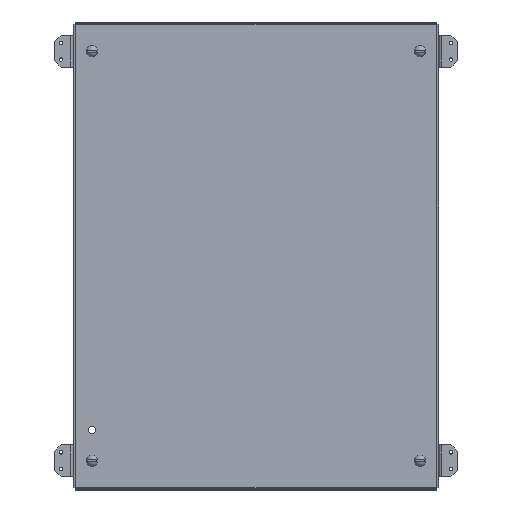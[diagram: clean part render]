
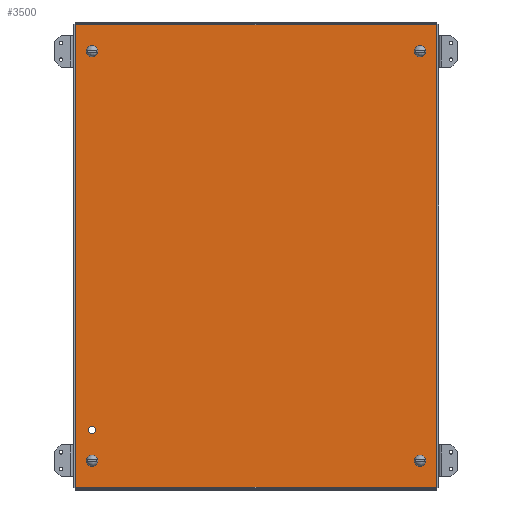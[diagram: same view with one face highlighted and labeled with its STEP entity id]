
A CAD part, top view. The second image highlights one B-rep face of the part: STEP entity #3500.
In plain terms, the highlighted planar face has unit normal (0, 0, 1).
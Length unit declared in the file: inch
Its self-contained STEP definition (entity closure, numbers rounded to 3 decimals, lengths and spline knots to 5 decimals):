
#172=FACE_BOUND('',#576,.T.);
#173=FACE_BOUND('',#577,.T.);
#174=FACE_BOUND('',#578,.T.);
#175=FACE_BOUND('',#579,.T.);
#176=FACE_BOUND('',#580,.T.);
#195=CIRCLE('',#3656,0.203);
#197=CIRCLE('',#3659,0.203);
#199=CIRCLE('',#3662,0.1405);
#201=CIRCLE('',#3665,0.203);
#203=CIRCLE('',#3668,0.203);
#376=FACE_OUTER_BOUND('',#575,.T.);
#575=EDGE_LOOP('',(#2456,#2457,#2458,#2459));
#576=EDGE_LOOP('',(#2460));
#577=EDGE_LOOP('',(#2461));
#578=EDGE_LOOP('',(#2462));
#579=EDGE_LOOP('',(#2463));
#580=EDGE_LOOP('',(#2464));
#772=LINE('',#5057,#1118);
#787=LINE('',#5157,#1133);
#797=LINE('',#5246,#1143);
#811=LINE('',#5343,#1157);
#1118=VECTOR('',#4036,14.07075);
#1133=VECTOR('',#4065,18.07075);
#1143=VECTOR('',#4087,18.07075);
#1157=VECTOR('',#4115,14.07075);
#1446=VERTEX_POINT('',#4933);
#1448=VERTEX_POINT('',#4938);
#1450=VERTEX_POINT('',#4943);
#1452=VERTEX_POINT('',#4948);
#1454=VERTEX_POINT('',#4953);
#1464=VERTEX_POINT('',#5010);
#1465=VERTEX_POINT('',#5040);
#1475=VERTEX_POINT('',#5140);
#1481=VERTEX_POINT('',#5206);
#1783=EDGE_CURVE('',#1446,#1446,#195,.T.);
#1785=EDGE_CURVE('',#1448,#1448,#197,.T.);
#1787=EDGE_CURVE('',#1450,#1450,#199,.T.);
#1789=EDGE_CURVE('',#1452,#1452,#201,.T.);
#1791=EDGE_CURVE('',#1454,#1454,#203,.T.);
#1811=EDGE_CURVE('',#1465,#1464,#772,.T.);
#1830=EDGE_CURVE('',#1475,#1465,#787,.T.);
#1844=EDGE_CURVE('',#1464,#1481,#797,.T.);
#1862=EDGE_CURVE('',#1481,#1475,#811,.T.);
#2456=ORIENTED_EDGE('',*,*,#1811,.T.);
#2457=ORIENTED_EDGE('',*,*,#1844,.T.);
#2458=ORIENTED_EDGE('',*,*,#1862,.T.);
#2459=ORIENTED_EDGE('',*,*,#1830,.T.);
#2460=ORIENTED_EDGE('',*,*,#1783,.T.);
#2461=ORIENTED_EDGE('',*,*,#1785,.T.);
#2462=ORIENTED_EDGE('',*,*,#1787,.T.);
#2463=ORIENTED_EDGE('',*,*,#1789,.T.);
#2464=ORIENTED_EDGE('',*,*,#1791,.T.);
#3302=PLANE('',#3697);
#3500=ADVANCED_FACE('',(#376,#172,#173,#174,#175,#176),#3302,.T.);
#3656=AXIS2_PLACEMENT_3D('',#4934,#3981,#3982);
#3659=AXIS2_PLACEMENT_3D('',#4939,#3987,#3988);
#3662=AXIS2_PLACEMENT_3D('',#4944,#3993,#3994);
#3665=AXIS2_PLACEMENT_3D('',#4949,#3999,#4000);
#3668=AXIS2_PLACEMENT_3D('',#4954,#4005,#4006);
#3697=AXIS2_PLACEMENT_3D('',#5345,#4118,#4119);
#3981=DIRECTION('center_axis',(0.,0.,-1.));
#3982=DIRECTION('ref_axis',(-1.,0.,0.));
#3987=DIRECTION('center_axis',(0.,0.,-1.));
#3988=DIRECTION('ref_axis',(-1.,0.,0.));
#3993=DIRECTION('center_axis',(0.,0.,-1.));
#3994=DIRECTION('ref_axis',(-1.,0.,0.));
#3999=DIRECTION('center_axis',(0.,0.,-1.));
#4000=DIRECTION('ref_axis',(-1.,0.,0.));
#4005=DIRECTION('center_axis',(0.,0.,-1.));
#4006=DIRECTION('ref_axis',(-1.,0.,0.));
#4036=DIRECTION('',(1.,0.,0.));
#4065=DIRECTION('',(0.,-1.,0.));
#4087=DIRECTION('',(0.,1.,0.));
#4115=DIRECTION('',(-1.,0.,0.));
#4118=DIRECTION('center_axis',(0.,0.,1.));
#4119=DIRECTION('ref_axis',(1.,0.,0.));
#4933=CARTESIAN_POINT('',(-6.20325,-8.,0.074));
#4934=CARTESIAN_POINT('Origin',(-6.40625,-8.,0.074));
#4938=CARTESIAN_POINT('',(-6.20325,8.,0.074));
#4939=CARTESIAN_POINT('Origin',(-6.40625,8.,0.074));
#4943=CARTESIAN_POINT('',(-6.26575,-6.7967,0.074));
#4944=CARTESIAN_POINT('Origin',(-6.40625,-6.7967,0.074));
#4948=CARTESIAN_POINT('',(6.60925,8.,0.074));
#4949=CARTESIAN_POINT('Origin',(6.40625,8.,0.074));
#4953=CARTESIAN_POINT('',(6.60925,-8.,0.074));
#4954=CARTESIAN_POINT('Origin',(6.40625,-8.,0.074));
#5010=CARTESIAN_POINT('',(7.03538,-9.03537,0.074));
#5040=CARTESIAN_POINT('',(-7.03538,-9.03538,0.074));
#5057=CARTESIAN_POINT('',(3.51769,-9.03538,0.074));
#5140=CARTESIAN_POINT('',(-7.03538,9.03538,0.074));
#5157=CARTESIAN_POINT('',(-7.03538,-4.51769,0.074));
#5206=CARTESIAN_POINT('',(7.03538,9.03538,0.074));
#5246=CARTESIAN_POINT('',(7.03538,4.51769,0.074));
#5343=CARTESIAN_POINT('',(-3.51769,9.03538,0.074));
#5345=CARTESIAN_POINT('Origin',(0.,0.,0.074));
